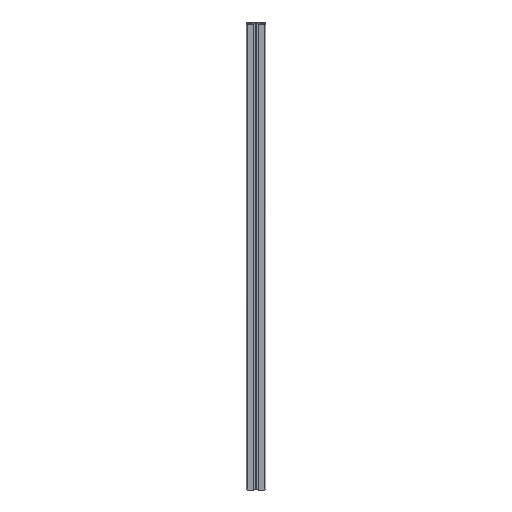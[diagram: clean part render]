
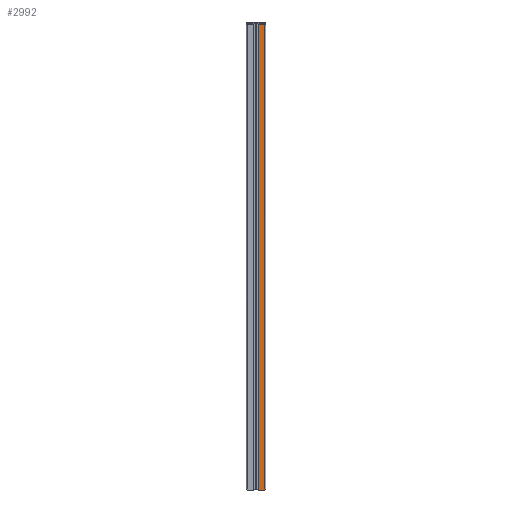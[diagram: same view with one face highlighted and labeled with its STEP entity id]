
A CAD part, front view. The second image highlights one B-rep face of the part: STEP entity #2992.
In plain terms, the highlighted planar face has unit normal (0, -1, 0).
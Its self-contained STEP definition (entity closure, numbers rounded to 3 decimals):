
#1 = VECTOR ( 'NONE', #8151, 1000. ) ;
#319 = VERTEX_POINT ( 'NONE', #2917 ) ;
#366 = CARTESIAN_POINT ( 'NONE',  ( 22.5, -22.5, -1068.5 ) ) ;
#600 = EDGE_CURVE ( 'NONE', #9162, #858, #1753, .T. ) ;
#785 = CARTESIAN_POINT ( 'NONE',  ( 6.325, -22.5, -1068.5 ) ) ;
#858 = VERTEX_POINT ( 'NONE', #1830 ) ;
#1220 = DIRECTION ( 'NONE',  ( 0., 0., 1. ) ) ;
#1367 = CARTESIAN_POINT ( 'NONE',  ( 22.5, -22.5, -1068.5 ) ) ;
#1445 = VECTOR ( 'NONE', #6893, 1000. ) ;
#1753 = LINE ( 'NONE', #366, #1445 ) ;
#1830 = CARTESIAN_POINT ( 'NONE',  ( 20.5, -22.5, -1068.5 ) ) ;
#1914 = AXIS2_PLACEMENT_3D ( 'NONE', #1367, #9262, #1220 ) ;
#2238 = ORIENTED_EDGE ( 'NONE', *, *, #600, .T. ) ;
#2917 = CARTESIAN_POINT ( 'NONE',  ( 20.5, -22.5, -5.525 ) ) ;
#2992 = ADVANCED_FACE ( 'NONE', ( #5738 ), #7032, .T. ) ;
#5085 = DIRECTION ( 'NONE',  ( -1., 0., 0. ) ) ;
#5137 = LINE ( 'NONE', #5771, #7733 ) ;
#5738 = FACE_OUTER_BOUND ( 'NONE', #6939, .T. ) ;
#5771 = CARTESIAN_POINT ( 'NONE',  ( 22.5, -22.5, -5.525 ) ) ;
#6003 = LINE ( 'NONE', #8289, #1 ) ;
#6101 = CARTESIAN_POINT ( 'NONE',  ( 6.325, -22.5, -5.525 ) ) ;
#6893 = DIRECTION ( 'NONE',  ( 1., 0., 0. ) ) ;
#6903 = DIRECTION ( 'NONE',  ( 0., 0., 1. ) ) ;
#6939 = EDGE_LOOP ( 'NONE', ( #8779, #8224, #2238, #7803 ) ) ;
#6975 = EDGE_CURVE ( 'NONE', #7338, #9162, #6003, .T. ) ;
#6992 = CARTESIAN_POINT ( 'NONE',  ( 20.5, -22.5, -1068.5 ) ) ;
#7032 = PLANE ( 'NONE',  #1914 ) ;
#7338 = VERTEX_POINT ( 'NONE', #6101 ) ;
#7664 = LINE ( 'NONE', #6992, #8382 ) ;
#7733 = VECTOR ( 'NONE', #5085, 1000. ) ;
#7803 = ORIENTED_EDGE ( 'NONE', *, *, #8962, .T. ) ;
#8151 = DIRECTION ( 'NONE',  ( 0., 0., -1. ) ) ;
#8224 = ORIENTED_EDGE ( 'NONE', *, *, #6975, .T. ) ;
#8289 = CARTESIAN_POINT ( 'NONE',  ( 6.325, -22.5, -1068.5 ) ) ;
#8374 = EDGE_CURVE ( 'NONE', #319, #7338, #5137, .T. ) ;
#8382 = VECTOR ( 'NONE', #6903, 1000. ) ;
#8779 = ORIENTED_EDGE ( 'NONE', *, *, #8374, .T. ) ;
#8962 = EDGE_CURVE ( 'NONE', #858, #319, #7664, .T. ) ;
#9162 = VERTEX_POINT ( 'NONE', #785 ) ;
#9262 = DIRECTION ( 'NONE',  ( 0., -1., 0. ) ) ;
